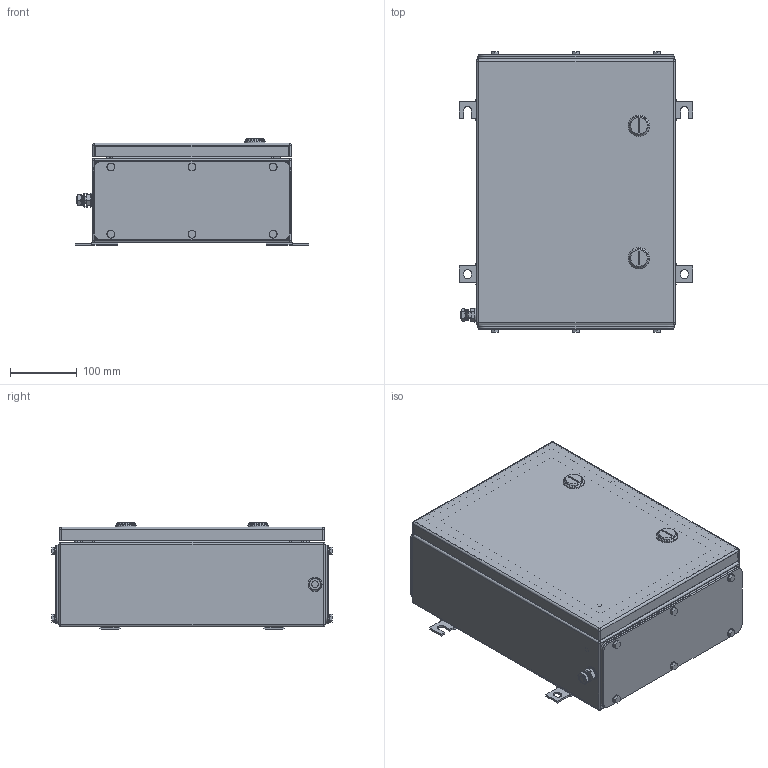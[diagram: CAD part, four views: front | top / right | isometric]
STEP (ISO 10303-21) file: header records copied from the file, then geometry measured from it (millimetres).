
FILE_DESCRIPTION(('CATIA V5 STEP Exchange','CAx-IF Rec.Pracs.--- Model Styling and Organization---1.4--- 2014-01-23'),'2;1');
FILE_NAME ('008797-8_3_1200240000_1200240000.stp','2019-09-23T07:26:43+00:00',('none'),('Weidmueller'),'CATIA Version 5-6 Release 2016 SP3 HF44','CATIA V5 STEP AP214','none');
FILE_SCHEMA(('AUTOMOTIVE_DESIGN { 1 0 10303 214 1 1 1 1 }'));
Length unit declared in the file: millimetre
Products named in the file (1): 1200240000
Bounding box: 351 x 422 x 159.8 mm (x, y, z)
Volume: 1138876.8 mm3; surface area: 1245113.1 mm2
Topology: 74 solids, 76 shells, 1505 faces, 3484 edges, 2180 vertices
Faces by surface type: plane 693, cylinder 610, cone 148, sphere 24, torus 22, bspline 8
Entity records: 40751 total; most frequent: CARTESIAN_POINT 8483, ORIENTED_EDGE 6848, DIRECTION 5475, EDGE_CURVE 3424, AXIS2_PLACEMENT_3D 2363, VERTEX_POINT 2180, VECTOR 1968, LINE 1968
